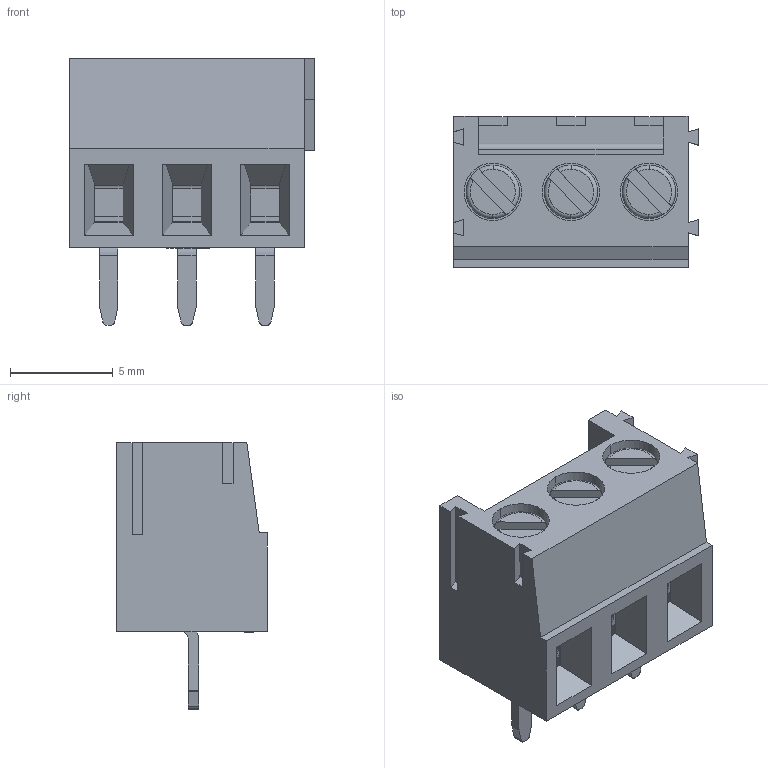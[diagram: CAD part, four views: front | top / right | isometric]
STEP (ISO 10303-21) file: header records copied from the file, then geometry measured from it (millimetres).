
FILE_DESCRIPTION(('STEP AP214'),'1');
FILE_NAME('CONN-TH_XY303V-3.81-3P.stp','2021-08-18T18:56:17',(' '),(' '),'Spatial InterOp 3D',' ',' ');
FILE_SCHEMA(('AUTOMOTIVE_DESIGN { 1 0 10303 214 1 1 1 1 }'));
Length unit declared in the file: millimetre
Products named in the file (1): PRT0001
Bounding box: 11.93 x 7.35 x 13 mm (x, y, z)
Volume: 430.4 mm3; surface area: 1363.3 mm2
Topology: 7 solids, 7 shells, 428 faces, 1233 edges, 820 vertices
Faces by surface type: plane 325, cylinder 91, torus 12
Entity records: 17481 total; most frequent: CARTESIAN_POINT 2543, ORIENTED_EDGE 2466, DIRECTION 2311, EDGE_CURVE 1233, LINE 991, VECTOR 991, VERTEX_POINT 820, AXIS2_PLACEMENT_3D 660
